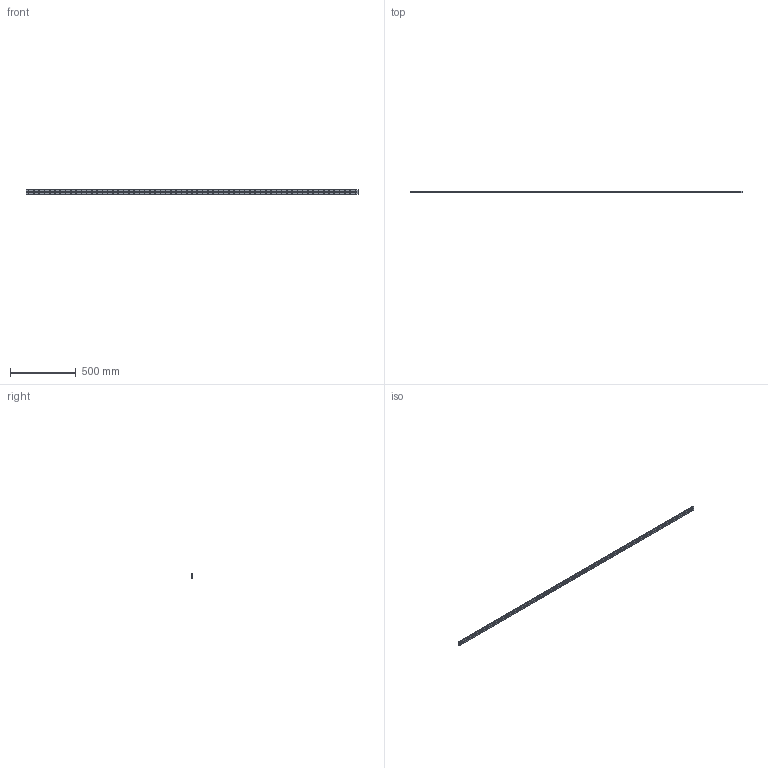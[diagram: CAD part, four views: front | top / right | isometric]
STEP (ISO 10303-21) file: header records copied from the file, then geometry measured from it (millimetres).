
FILE_DESCRIPTION (( 'STEP AP214' ), '1' );
FILE_NAME ('HRW17CA1UU-2520LT_G20_0_PB107_1234-6_0_0_0_1.STEP', '2021-07-01T12:20:46', ( '' ), ( '' ), 'SwSTEP 2.0', 'SolidWorks 2021', '' );
FILE_SCHEMA (( 'AUTOMOTIVE_DESIGN' ));
Length unit declared in the file: millimetre
Products named in the file (2): _HRW17CA252020 Track; HRW17CA1UU-2520LT_G20_0_PB107_1234-6_0_0_0_1
Assembly tree (1 placements, depth 2):
  HRW17CA1UU-2520LT_G20_0_PB107_1234-6_0_0_0_1
    _HRW17CA252020 Track
Bounding box: 2520 x 9 x 33 mm (x, y, z)
Volume: 653096.6 mm3; surface area: 237596.4 mm2
Topology: 1 solids, 1 shells, 688 faces, 1680 edges, 1120 vertices
Faces by surface type: cylinder 508, plane 180
Entity records: 21350 total; most frequent: DIRECTION 4080, CARTESIAN_POINT 3492, ORIENTED_EDGE 3360, AXIS2_PLACEMENT_3D 1708, EDGE_CURVE 1680, VERTEX_POINT 1120, EDGE_LOOP 1066, CIRCLE 1016
